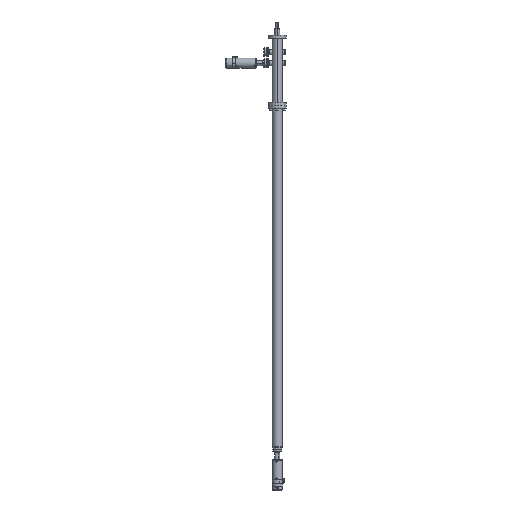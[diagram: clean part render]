
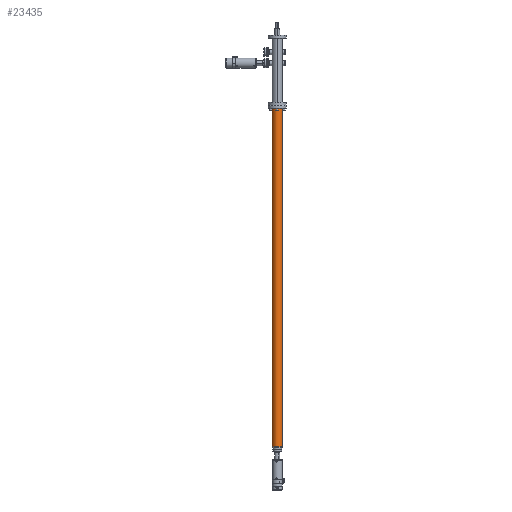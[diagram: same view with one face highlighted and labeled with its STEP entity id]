
A CAD part, left-side view. The second image highlights one B-rep face of the part: STEP entity #23435.
In plain terms, the highlighted cylindrical face has radius 19.05 mm (diameter 38.1 mm), a partial arc.
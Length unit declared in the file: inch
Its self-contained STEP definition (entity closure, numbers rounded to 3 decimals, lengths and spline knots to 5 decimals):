
#64 = VERTEX_POINT ( 'NONE', #1476 ) ;
#85 = VERTEX_POINT ( 'NONE', #1457 ) ;
#114 = VERTEX_POINT ( 'NONE', #1403 ) ;
#1403 = CARTESIAN_POINT ( 'NONE',  ( 0., -0.75, -5.496 ) ) ;
#1457 = CARTESIAN_POINT ( 'NONE',  ( 0., 0.75, -56.821 ) ) ;
#1476 = CARTESIAN_POINT ( 'NONE',  ( 0., 0.75, -5.496 ) ) ;
#2292 = AXIS2_PLACEMENT_3D ( 'NONE', #26424, #26661, #26688 ) ;
#5407 = EDGE_CURVE ( 'NONE', #64, #114, #24492, .T. ) ;
#5414 = EDGE_CURVE ( 'NONE', #85, #64, #24491, .T. ) ;
#5416 = EDGE_CURVE ( 'NONE', #12018, #114, #24489, .T. ) ;
#5435 = EDGE_CURVE ( 'NONE', #85, #12018, #24515, .T. ) ;
#7661 = CYLINDRICAL_SURFACE ( 'NONE', #2292, 0.75 ) ;
#7662 = FACE_OUTER_BOUND ( 'NONE', #9984, .T. ) ;
#9202 = ORIENTED_EDGE ( 'NONE', *, *, #5414, .F. ) ;
#9984 = EDGE_LOOP ( 'NONE', ( #9202, #17795, #18002, #18163 ) ) ;
#12018 = VERTEX_POINT ( 'NONE', #19721 ) ;
#17795 = ORIENTED_EDGE ( 'NONE', *, *, #5435, .T. ) ;
#18002 = ORIENTED_EDGE ( 'NONE', *, *, #5416, .T. ) ;
#18163 = ORIENTED_EDGE ( 'NONE', *, *, #5407, .F. ) ;
#18892 = AXIS2_PLACEMENT_3D ( 'NONE', #25283, #25282, #25281 ) ;
#18898 = AXIS2_PLACEMENT_3D ( 'NONE', #25256, #25249, #25248 ) ;
#19721 = CARTESIAN_POINT ( 'NONE',  ( 0., -0.75, -56.821 ) ) ;
#23435 = ADVANCED_FACE ( 'NONE', ( #7662 ), #7661, .T. ) ;
#24470 = VECTOR ( 'NONE', #25273, 39.37008 ) ;
#24488 = VECTOR ( 'NONE', #25271, 39.37008 ) ;
#24489 = LINE ( 'NONE', #25272, #24488 ) ;
#24491 = LINE ( 'NONE', #25279, #24470 ) ;
#24492 = CIRCLE ( 'NONE', #18892, 0.75 ) ;
#24515 = CIRCLE ( 'NONE', #18898, 0.75 ) ;
#25248 = DIRECTION ( 'NONE',  ( 0., -1., 0. ) ) ;
#25249 = DIRECTION ( 'NONE',  ( 0., 0., 1. ) ) ;
#25256 = CARTESIAN_POINT ( 'NONE',  ( 0., 0., -56.821 ) ) ;
#25271 = DIRECTION ( 'NONE',  ( 0., 0., 1. ) ) ;
#25272 = CARTESIAN_POINT ( 'NONE',  ( 0., -0.75, -56.821 ) ) ;
#25273 = DIRECTION ( 'NONE',  ( 0., 0., 1. ) ) ;
#25279 = CARTESIAN_POINT ( 'NONE',  ( 0., 0.75, -56.821 ) ) ;
#25281 = DIRECTION ( 'NONE',  ( 0., -1., 0. ) ) ;
#25282 = DIRECTION ( 'NONE',  ( 0., 0., 1. ) ) ;
#25283 = CARTESIAN_POINT ( 'NONE',  ( 0., 0., -5.496 ) ) ;
#26424 = CARTESIAN_POINT ( 'NONE',  ( 0., 0., -56.821 ) ) ;
#26661 = DIRECTION ( 'NONE',  ( 0., 0., 1. ) ) ;
#26688 = DIRECTION ( 'NONE',  ( 0., -1., 0. ) ) ;
